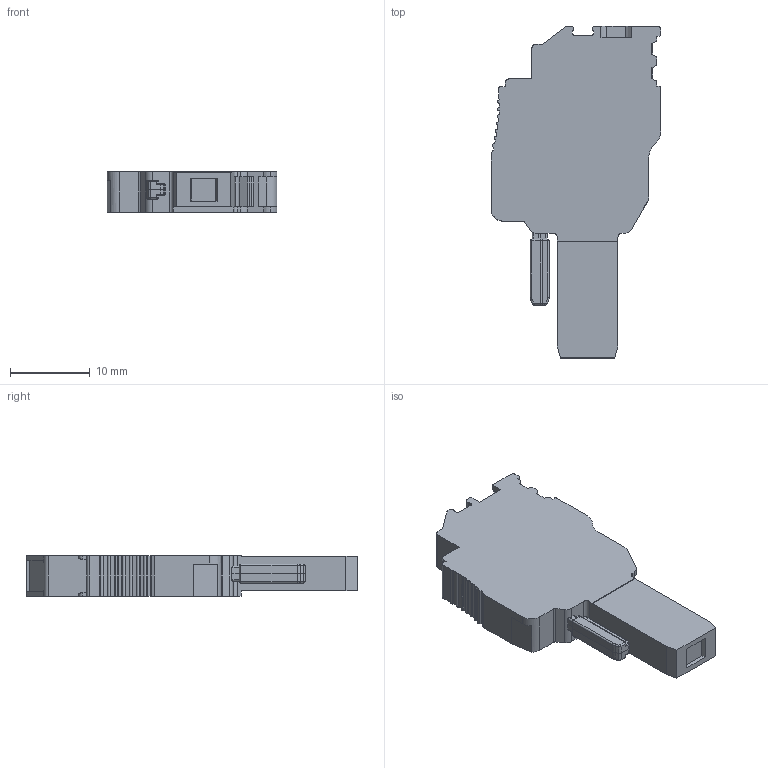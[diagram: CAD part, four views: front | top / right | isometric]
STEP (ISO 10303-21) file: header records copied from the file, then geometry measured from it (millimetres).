
FILE_DESCRIPTION((''),'2;1');
FILE_NAME('ZST25_1A_Q_3D_VOLUMINA','2012-05-14T',('Ludolph'),(''),'PRO/ENGINEER BY PARAMETRIC TECHNOLOGY CORPORATION, 2007390','PRO/ENGINEER BY PARAMETRIC TECHNOLOGY CORPORATION, 2007390','');
FILE_SCHEMA(('CONFIG_CONTROL_DESIGN'));
Length unit declared in the file: millimetre
Products named in the file (1): ZST25_1A_Q_3D_VOLUMINA
Bounding box: 21.2 x 41.5 x 5.1 mm (x, y, z)
Volume: 2726.9 mm3; surface area: 1996.8 mm2
Topology: 1 solids, 1 shells, 253 faces, 693 edges, 442 vertices
Faces by surface type: plane 135, cylinder 93, cone 9, sphere 8, torus 4, bspline 4
Entity records: 8099 total; most frequent: CARTESIAN_POINT 1554, ORIENTED_EDGE 1386, DIRECTION 1357, EDGE_CURVE 693, VECTOR 475, LINE 475, VERTEX_POINT 442, AXIS2_PLACEMENT_3D 441
